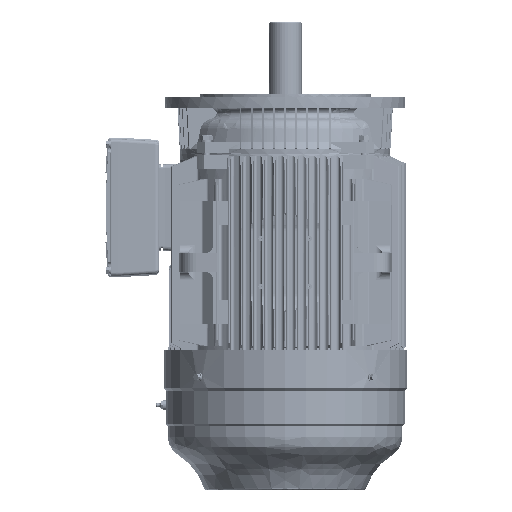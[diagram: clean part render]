
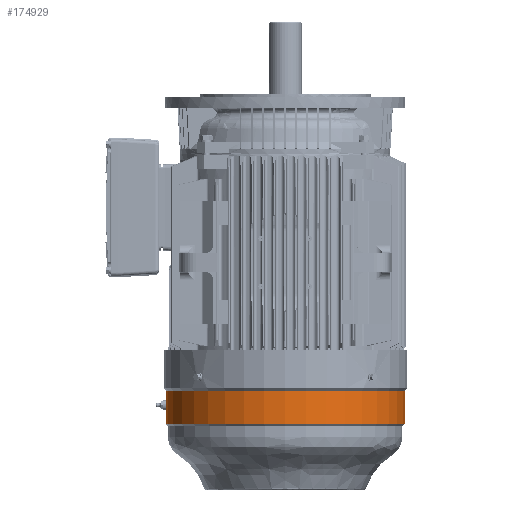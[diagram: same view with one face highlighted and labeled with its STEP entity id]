
A CAD part, left-side view. The second image highlights one B-rep face of the part: STEP entity #174929.
In plain terms, the highlighted cylindrical face has radius 174.5 mm (diameter 349 mm), a partial arc.
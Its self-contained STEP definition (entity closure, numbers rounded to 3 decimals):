
#50480 = EDGE_LOOP ( 'NONE', ( #226292, #226295, #226290, #226300, #226297, #226303, #226305 ) ) ;
#65574 = AXIS2_PLACEMENT_3D ( 'NONE', #218865, #218866, #218867 ) ;
#65586 = AXIS2_PLACEMENT_3D ( 'NONE', #219030, #219031, #219032 ) ;
#73040 = EDGE_CURVE ( 'NONE', #243919, #243947, #255365, .T. ) ;
#73042 = EDGE_CURVE ( 'NONE', #243951, #243949, #255371, .T. ) ;
#73045 = EDGE_CURVE ( 'NONE', #243921, #243955, #255424, .T. ) ;
#73059 = EDGE_CURVE ( 'NONE', #243955, #243975, #196668, .T. ) ;
#81199 = VECTOR ( 'NONE', #255367, 1000. ) ;
#81203 = VECTOR ( 'NONE', #255373, 1000. ) ;
#81581 = VECTOR ( 'NONE', #255426, 1000. ) ;
#170138 = EDGE_CURVE ( 'NONE', #243949, #243947, #277546, .T. ) ;
#170139 = EDGE_CURVE ( 'NONE', #243975, #243951, #291175, .T. ) ;
#170155 = EDGE_CURVE ( 'NONE', #243921, #243919, #277560, .T. ) ;
#174929 = ADVANCED_FACE ( 'NONE', ( #295432 ), #295412, .T. ) ;
#196668 = B_SPLINE_CURVE_WITH_KNOTS ( 'NONE', 3,
 ( #255535, #255539, #255540, #255541, #255542, #255543, #255544, #255545, #255546, #255547, #255548, #255549, #255550, #255551, #255552, #255553, #255554, #255555, #255556, #255557, #255558, #255559, #255560, #255561, #255562 ),
 .UNSPECIFIED., .F., .F.,
 ( 4, 2, 2, 2, 2, 2, 2, 2, 2, 1, 2, 2, 4 ),
 ( 0., 0.002, 0.003, 0.004, 0.006, 0.007, 0.008, 0.01, 0.011, 0.012, 0.013, 0.014, 0.016 ),
 .UNSPECIFIED. ) ;
#218865 = CARTESIAN_POINT ( 'NONE',  ( 0., 0., -255.121 ) ) ;
#218866 = DIRECTION ( 'NONE',  ( 0., 0., 1. ) ) ;
#218867 = DIRECTION ( 'NONE',  ( 0., 1., 0. ) ) ;
#218868 = CARTESIAN_POINT ( 'NONE',  ( -10., 174.213, -227.5 ) ) ;
#218869 = CARTESIAN_POINT ( 'NONE',  ( -10., 174.213, -228.16 ) ) ;
#218870 = CARTESIAN_POINT ( 'NONE',  ( -9.935, 174.217, -228.81 ) ) ;
#218871 = CARTESIAN_POINT ( 'NONE',  ( -9.745, 174.228, -229.768 ) ) ;
#218872 = CARTESIAN_POINT ( 'NONE',  ( -9.666, 174.232, -230.085 ) ) ;
#218873 = CARTESIAN_POINT ( 'NONE',  ( -9.476, 174.243, -230.713 ) ) ;
#218874 = CARTESIAN_POINT ( 'NONE',  ( -9.364, 174.249, -231.025 ) ) ;
#218875 = CARTESIAN_POINT ( 'NONE',  ( -8.988, 174.269, -231.932 ) ) ;
#218876 = CARTESIAN_POINT ( 'NONE',  ( -8.681, 174.284, -232.507 ) ) ;
#218877 = CARTESIAN_POINT ( 'NONE',  ( -8.137, 174.31, -233.321 ) ) ;
#218878 = CARTESIAN_POINT ( 'NONE',  ( -7.941, 174.319, -233.586 ) ) ;
#218879 = CARTESIAN_POINT ( 'NONE',  ( -7.524, 174.338, -234.096 ) ) ;
#218880 = CARTESIAN_POINT ( 'NONE',  ( -7.304, 174.347, -234.338 ) ) ;
#218881 = CARTESIAN_POINT ( 'NONE',  ( -6.613, 174.375, -235.03 ) ) ;
#218882 = CARTESIAN_POINT ( 'NONE',  ( -6.11, 174.394, -235.444 ) ) ;
#218883 = CARTESIAN_POINT ( 'NONE',  ( -5.291, 174.42, -235.992 ) ) ;
#218884 = CARTESIAN_POINT ( 'NONE',  ( -5.007, 174.428, -236.162 ) ) ;
#218885 = CARTESIAN_POINT ( 'NONE',  ( -4.431, 174.444, -236.471 ) ) ;
#218886 = CARTESIAN_POINT ( 'NONE',  ( -3.842, 174.458, -236.75 ) ) ;
#218887 = CARTESIAN_POINT ( 'NONE',  ( -3.228, 174.47, -236.97 ) ) ;
#218888 = CARTESIAN_POINT ( 'NONE',  ( -2.603, 174.481, -237.161 ) ) ;
#218889 = CARTESIAN_POINT ( 'NONE',  ( -2.283, 174.485, -237.242 ) ) ;
#218890 = CARTESIAN_POINT ( 'NONE',  ( -1.314, 174.496, -237.435 ) ) ;
#218891 = CARTESIAN_POINT ( 'NONE',  ( -0.66, 174.5, -237.5 ) ) ;
#218892 = CARTESIAN_POINT ( 'NONE',  ( 0., 174.5, -237.5 ) ) ;
#219030 = CARTESIAN_POINT ( 'NONE',  ( 0., 0., -206.121 ) ) ;
#219031 = DIRECTION ( 'NONE',  ( 0., 0., 1. ) ) ;
#219032 = DIRECTION ( 'NONE',  ( 0., 1., 0. ) ) ;
#226290 = ORIENTED_EDGE ( 'NONE', *, *, #73045, .T. ) ;
#226292 = ORIENTED_EDGE ( 'NONE', *, *, #73040, .F. ) ;
#226295 = ORIENTED_EDGE ( 'NONE', *, *, #170155, .F. ) ;
#226297 = ORIENTED_EDGE ( 'NONE', *, *, #170139, .T. ) ;
#226300 = ORIENTED_EDGE ( 'NONE', *, *, #73059, .T. ) ;
#226303 = ORIENTED_EDGE ( 'NONE', *, *, #73042, .T. ) ;
#226305 = ORIENTED_EDGE ( 'NONE', *, *, #170138, .T. ) ;
#243919 = VERTEX_POINT ( 'NONE', #282321 ) ;
#243921 = VERTEX_POINT ( 'NONE', #282323 ) ;
#243947 = VERTEX_POINT ( 'NONE', #282349 ) ;
#243949 = VERTEX_POINT ( 'NONE', #282351 ) ;
#243951 = VERTEX_POINT ( 'NONE', #282353 ) ;
#243955 = VERTEX_POINT ( 'NONE', #282357 ) ;
#243975 = VERTEX_POINT ( 'NONE', #282377 ) ;
#255365 = LINE ( 'NONE', #255366, #81199 ) ;
#255366 = CARTESIAN_POINT ( 'NONE',  ( 0., -174.5, -136.25 ) ) ;
#255367 = DIRECTION ( 'NONE',  ( 0., 0., -1. ) ) ;
#255371 = LINE ( 'NONE', #255372, #81203 ) ;
#255372 = CARTESIAN_POINT ( 'NONE',  ( 0., 174.5, -136.25 ) ) ;
#255373 = DIRECTION ( 'NONE',  ( 0., 0., -1. ) ) ;
#255424 = LINE ( 'NONE', #255425, #81581 ) ;
#255425 = CARTESIAN_POINT ( 'NONE',  ( 0., 174.5, -136.25 ) ) ;
#255426 = DIRECTION ( 'NONE',  ( 0., 0., -1. ) ) ;
#255535 = CARTESIAN_POINT ( 'NONE',  ( 0., 174.5, -217.5 ) ) ;
#255539 = CARTESIAN_POINT ( 'NONE',  ( -0.66, 174.5, -217.5 ) ) ;
#255540 = CARTESIAN_POINT ( 'NONE',  ( -1.31, 174.496, -217.565 ) ) ;
#255541 = CARTESIAN_POINT ( 'NONE',  ( -2.268, 174.486, -217.755 ) ) ;
#255542 = CARTESIAN_POINT ( 'NONE',  ( -2.585, 174.481, -217.834 ) ) ;
#255543 = CARTESIAN_POINT ( 'NONE',  ( -3.213, 174.471, -218.024 ) ) ;
#255544 = CARTESIAN_POINT ( 'NONE',  ( -3.525, 174.465, -218.136 ) ) ;
#255545 = CARTESIAN_POINT ( 'NONE',  ( -4.432, 174.445, -218.512 ) ) ;
#255546 = CARTESIAN_POINT ( 'NONE',  ( -5.007, 174.429, -218.819 ) ) ;
#255547 = CARTESIAN_POINT ( 'NONE',  ( -5.821, 174.403, -219.363 ) ) ;
#255548 = CARTESIAN_POINT ( 'NONE',  ( -6.086, 174.394, -219.559 ) ) ;
#255549 = CARTESIAN_POINT ( 'NONE',  ( -6.596, 174.375, -219.976 ) ) ;
#255550 = CARTESIAN_POINT ( 'NONE',  ( -6.838, 174.366, -220.196 ) ) ;
#255551 = CARTESIAN_POINT ( 'NONE',  ( -7.53, 174.338, -220.887 ) ) ;
#255552 = CARTESIAN_POINT ( 'NONE',  ( -7.944, 174.319, -221.39 ) ) ;
#255553 = CARTESIAN_POINT ( 'NONE',  ( -8.492, 174.293, -222.209 ) ) ;
#255554 = CARTESIAN_POINT ( 'NONE',  ( -8.662, 174.285, -222.493 ) ) ;
#255555 = CARTESIAN_POINT ( 'NONE',  ( -8.971, 174.269, -223.069 ) ) ;
#255556 = CARTESIAN_POINT ( 'NONE',  ( -9.25, 174.255, -223.658 ) ) ;
#255557 = CARTESIAN_POINT ( 'NONE',  ( -9.47, 174.243, -224.272 ) ) ;
#255558 = CARTESIAN_POINT ( 'NONE',  ( -9.661, 174.232, -224.897 ) ) ;
#255559 = CARTESIAN_POINT ( 'NONE',  ( -9.742, 174.228, -225.217 ) ) ;
#255560 = CARTESIAN_POINT ( 'NONE',  ( -9.935, 174.217, -226.186 ) ) ;
#255561 = CARTESIAN_POINT ( 'NONE',  ( -10., 174.213, -226.84 ) ) ;
#255562 = CARTESIAN_POINT ( 'NONE',  ( -10., 174.213, -227.5 ) ) ;
#277546 = CIRCLE ( 'NONE', #65574, 174.5 ) ;
#277560 = CIRCLE ( 'NONE', #65586, 174.5 ) ;
#282321 = CARTESIAN_POINT ( 'NONE',  ( 0., -174.5, -206.121 ) ) ;
#282323 = CARTESIAN_POINT ( 'NONE',  ( 0., 174.5, -206.121 ) ) ;
#282349 = CARTESIAN_POINT ( 'NONE',  ( 0., -174.5, -255.121 ) ) ;
#282351 = CARTESIAN_POINT ( 'NONE',  ( 0., 174.5, -255.121 ) ) ;
#282353 = CARTESIAN_POINT ( 'NONE',  ( 0., 174.5, -237.5 ) ) ;
#282357 = CARTESIAN_POINT ( 'NONE',  ( 0., 174.5, -217.5 ) ) ;
#282377 = CARTESIAN_POINT ( 'NONE',  ( -10., 174.213, -227.5 ) ) ;
#291175 = B_SPLINE_CURVE_WITH_KNOTS ( 'NONE', 3,
 ( #218868, #218869, #218870, #218871, #218872, #218873, #218874, #218875, #218876, #218877, #218878, #218879, #218880, #218881, #218882, #218883, #218884, #218885, #218886, #218887, #218888, #218889, #218890, #218891, #218892 ),
 .UNSPECIFIED., .F., .F.,
 ( 4, 2, 2, 2, 2, 2, 2, 2, 2, 1, 2, 2, 4 ),
 ( 0.016, 0.018, 0.019, 0.02, 0.021, 0.022, 0.023, 0.025, 0.026, 0.027, 0.028, 0.029, 0.031 ),
 .UNSPECIFIED. ) ;
#295412 = CYLINDRICAL_SURFACE ( 'NONE', #295435, 174.5 ) ;
#295432 = FACE_OUTER_BOUND ( 'NONE', #50480, .T. ) ;
#295435 = AXIS2_PLACEMENT_3D ( 'NONE', #305567, #305568, #305569 ) ;
#305567 = CARTESIAN_POINT ( 'NONE',  ( 0., 0., -136.25 ) ) ;
#305568 = DIRECTION ( 'NONE',  ( 0., 0., -1. ) ) ;
#305569 = DIRECTION ( 'NONE',  ( 0., 1., 0. ) ) ;
